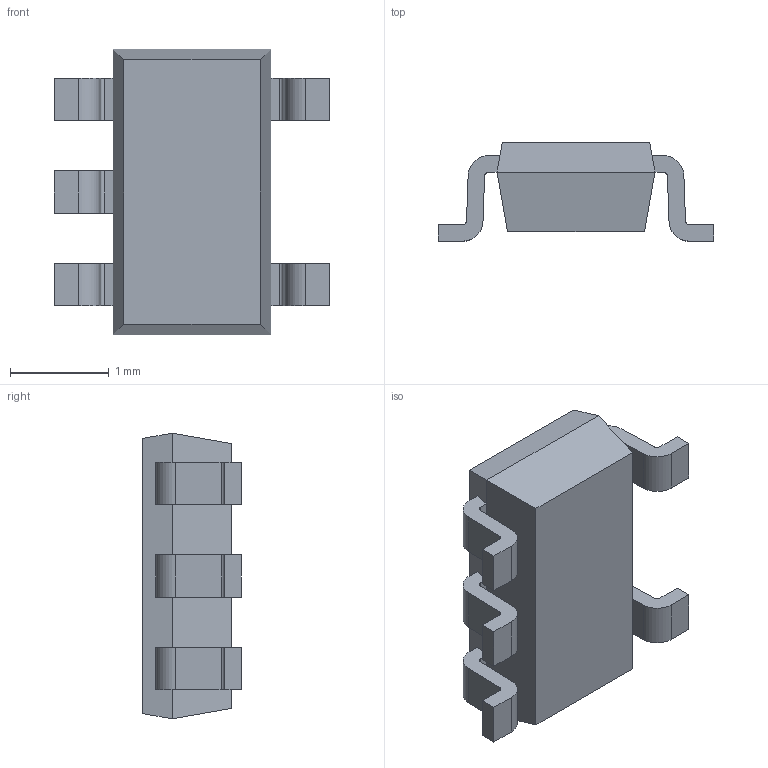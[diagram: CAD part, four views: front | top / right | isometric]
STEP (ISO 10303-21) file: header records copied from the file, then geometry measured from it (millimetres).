
FILE_DESCRIPTION (( 'STEP AP214' ), '1' );
FILE_NAME ('RT9080-xGJ.STEP', '2023-12-21T10:34:15', ( '' ), ( '' ), 'SwSTEP 2.0', 'SolidWorks 2021', '' );
FILE_SCHEMA (( 'AUTOMOTIVE_DESIGN' ));
Length unit declared in the file: millimetre
Products named in the file (1): RT9080-xGJ
Bounding box: 2.8 x 1 x 2.9 mm (x, y, z)
Volume: 4.2 mm3; surface area: 23.6 mm2
Topology: 6 solids, 6 shells, 80 faces, 200 edges, 132 vertices
Faces by surface type: plane 60, cylinder 20
Entity records: 2451 total; most frequent: CARTESIAN_POINT 413, DIRECTION 402, ORIENTED_EDGE 400, EDGE_CURVE 200, VECTOR 160, LINE 160, VERTEX_POINT 132, AXIS2_PLACEMENT_3D 121
